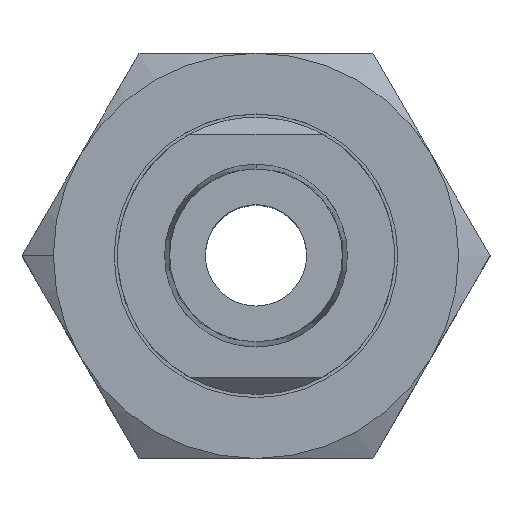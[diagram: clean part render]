
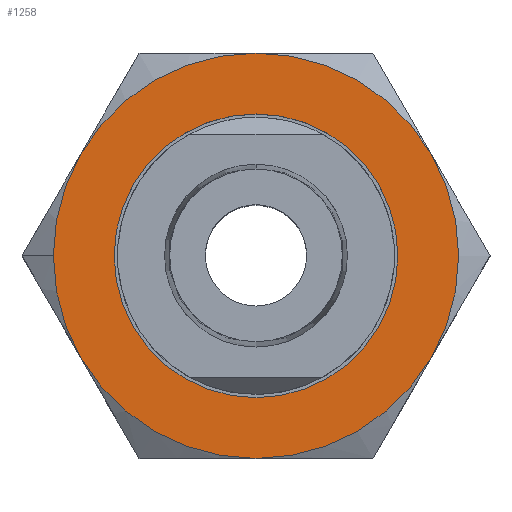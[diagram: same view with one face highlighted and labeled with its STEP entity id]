
A CAD part, top view. The second image highlights one B-rep face of the part: STEP entity #1258.
In plain terms, the highlighted planar face has unit normal (0, 0, 1).
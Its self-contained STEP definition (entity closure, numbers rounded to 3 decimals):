
#878 = EDGE_CURVE ( 'NONE', #880, #912, #1604, .T. ) ;
#880 = VERTEX_POINT ( 'NONE', #1593 ) ;
#907 = VERTEX_POINT ( 'NONE', #1643 ) ;
#909 = EDGE_CURVE ( 'NONE', #998, #907, #1636, .T. ) ;
#911 = EDGE_CURVE ( 'NONE', #912, #913, #1631, .T. ) ;
#912 = VERTEX_POINT ( 'NONE', #1626 ) ;
#913 = VERTEX_POINT ( 'NONE', #1625 ) ;
#958 = EDGE_CURVE ( 'NONE', #913, #1015, #1916, .T. ) ;
#960 = EDGE_CURVE ( 'NONE', #907, #880, #1832, .T. ) ;
#983 = VERTEX_POINT ( 'NONE', #1899 ) ;
#985 = VERTEX_POINT ( 'NONE', #1898 ) ;
#998 = VERTEX_POINT ( 'NONE', #2073 ) ;
#1009 = EDGE_CURVE ( 'NONE', #983, #985, #2130, .T. ) ;
#1015 = VERTEX_POINT ( 'NONE', #2118 ) ;
#1016 = EDGE_CURVE ( 'NONE', #1015, #1031, #2139, .T. ) ;
#1030 = EDGE_CURVE ( 'NONE', #1031, #998, #1977, .T. ) ;
#1031 = VERTEX_POINT ( 'NONE', #1978 ) ;
#1077 = ORIENTED_EDGE ( 'NONE', *, *, #958, .T. ) ;
#1078 = ORIENTED_EDGE ( 'NONE', *, *, #1016, .T. ) ;
#1079 = ORIENTED_EDGE ( 'NONE', *, *, #1030, .T. ) ;
#1193 = ORIENTED_EDGE ( 'NONE', *, *, #1009, .F. ) ;
#1197 = EDGE_LOOP ( 'NONE', ( #1259, #1193 ) ) ;
#1247 = EDGE_CURVE ( 'NONE', #985, #983, #2485, .T. ) ;
#1248 = EDGE_LOOP ( 'NONE', ( #1249, #1250, #1251, #1252, #1077, #1078, #1079 ) ) ;
#1249 = ORIENTED_EDGE ( 'NONE', *, *, #909, .T. ) ;
#1250 = ORIENTED_EDGE ( 'NONE', *, *, #960, .T. ) ;
#1251 = ORIENTED_EDGE ( 'NONE', *, *, #878, .T. ) ;
#1252 = ORIENTED_EDGE ( 'NONE', *, *, #911, .T. ) ;
#1258 = ADVANCED_FACE ( 'NONE', ( #2470, #2469 ), #2468, .F. ) ;
#1259 = ORIENTED_EDGE ( 'NONE', *, *, #1247, .F. ) ;
#1593 = CARTESIAN_POINT ( 'NONE',  ( -12.99, 7.5, 8.5 ) ) ;
#1594 = DIRECTION ( 'NONE',  ( 1., 0., 0. ) ) ;
#1595 = DIRECTION ( 'NONE',  ( 0., 0., 1. ) ) ;
#1596 = CARTESIAN_POINT ( 'NONE',  ( 0., 0., 8.5 ) ) ;
#1597 = AXIS2_PLACEMENT_3D ( 'NONE', #1596, #1595, #1594 ) ;
#1604 = CIRCLE ( 'NONE', #1597, 15. ) ;
#1625 = CARTESIAN_POINT ( 'NONE',  ( -12.99, -7.5, 8.5 ) ) ;
#1626 = CARTESIAN_POINT ( 'NONE',  ( -15., 0., 8.5 ) ) ;
#1627 = DIRECTION ( 'NONE',  ( 1., 0., 0. ) ) ;
#1628 = DIRECTION ( 'NONE',  ( 0., 0., 1. ) ) ;
#1629 = CARTESIAN_POINT ( 'NONE',  ( 0., 0., 8.5 ) ) ;
#1630 = AXIS2_PLACEMENT_3D ( 'NONE', #1629, #1628, #1627 ) ;
#1631 = CIRCLE ( 'NONE', #1630, 15. ) ;
#1632 = DIRECTION ( 'NONE',  ( 1., 0., 0. ) ) ;
#1633 = DIRECTION ( 'NONE',  ( 0., 0., 1. ) ) ;
#1634 = CARTESIAN_POINT ( 'NONE',  ( 0., 0., 8.5 ) ) ;
#1635 = AXIS2_PLACEMENT_3D ( 'NONE', #1634, #1633, #1632 ) ;
#1636 = CIRCLE ( 'NONE', #1635, 15. ) ;
#1643 = CARTESIAN_POINT ( 'NONE',  ( 0., 15., 8.5 ) ) ;
#1828 = DIRECTION ( 'NONE',  ( 1., 0., 0. ) ) ;
#1829 = DIRECTION ( 'NONE',  ( 0., 0., 1. ) ) ;
#1830 = CARTESIAN_POINT ( 'NONE',  ( 0., 0., 8.5 ) ) ;
#1831 = AXIS2_PLACEMENT_3D ( 'NONE', #1830, #1829, #1828 ) ;
#1832 = CIRCLE ( 'NONE', #1831, 15. ) ;
#1833 = DIRECTION ( 'NONE',  ( 1., 0., 0. ) ) ;
#1834 = DIRECTION ( 'NONE',  ( 0., 0., 1. ) ) ;
#1835 = CARTESIAN_POINT ( 'NONE',  ( 0., 0., 8.5 ) ) ;
#1836 = AXIS2_PLACEMENT_3D ( 'NONE', #1835, #1834, #1833 ) ;
#1898 = CARTESIAN_POINT ( 'NONE',  ( 10.5, 0., 8.5 ) ) ;
#1899 = CARTESIAN_POINT ( 'NONE',  ( -10.5, 0., 8.5 ) ) ;
#1916 = CIRCLE ( 'NONE', #1836, 15. ) ;
#1973 = DIRECTION ( 'NONE',  ( 1., 0., 0. ) ) ;
#1974 = DIRECTION ( 'NONE',  ( 0., 0., 1. ) ) ;
#1975 = CARTESIAN_POINT ( 'NONE',  ( 0., 0., 8.5 ) ) ;
#1976 = AXIS2_PLACEMENT_3D ( 'NONE', #1975, #1974, #1973 ) ;
#1977 = CIRCLE ( 'NONE', #1976, 15. ) ;
#1978 = CARTESIAN_POINT ( 'NONE',  ( 12.99, -7.5, 8.5 ) ) ;
#2073 = CARTESIAN_POINT ( 'NONE',  ( 12.99, 7.5, 8.5 ) ) ;
#2118 = CARTESIAN_POINT ( 'NONE',  ( 0., -15., 8.5 ) ) ;
#2126 = DIRECTION ( 'NONE',  ( 1., 0., 0. ) ) ;
#2127 = DIRECTION ( 'NONE',  ( 0., 0., 1. ) ) ;
#2128 = CARTESIAN_POINT ( 'NONE',  ( 0., 0., 8.5 ) ) ;
#2129 = AXIS2_PLACEMENT_3D ( 'NONE', #2128, #2127, #2126 ) ;
#2130 = CIRCLE ( 'NONE', #2129, 10.5 ) ;
#2135 = DIRECTION ( 'NONE',  ( 1., 0., 0. ) ) ;
#2136 = DIRECTION ( 'NONE',  ( 0., 0., 1. ) ) ;
#2137 = CARTESIAN_POINT ( 'NONE',  ( 0., 0., 8.5 ) ) ;
#2138 = AXIS2_PLACEMENT_3D ( 'NONE', #2137, #2136, #2135 ) ;
#2139 = CIRCLE ( 'NONE', #2138, 15. ) ;
#2463 = DIRECTION ( 'NONE',  ( -1., 0., 0. ) ) ;
#2464 = DIRECTION ( 'NONE',  ( 0., 0., -1. ) ) ;
#2465 = AXIS2_PLACEMENT_3D ( 'NONE', #2467, #2464, #2463 ) ;
#2467 = CARTESIAN_POINT ( 'NONE',  ( 0., 15., 8.5 ) ) ;
#2468 = PLANE ( 'NONE',  #2465 ) ;
#2469 = FACE_OUTER_BOUND ( 'NONE', #1248, .T. ) ;
#2470 = FACE_BOUND ( 'NONE', #1197, .T. ) ;
#2481 = DIRECTION ( 'NONE',  ( 1., 0., 0. ) ) ;
#2482 = DIRECTION ( 'NONE',  ( 0., 0., 1. ) ) ;
#2483 = CARTESIAN_POINT ( 'NONE',  ( 0., 0., 8.5 ) ) ;
#2484 = AXIS2_PLACEMENT_3D ( 'NONE', #2483, #2482, #2481 ) ;
#2485 = CIRCLE ( 'NONE', #2484, 10.5 ) ;
